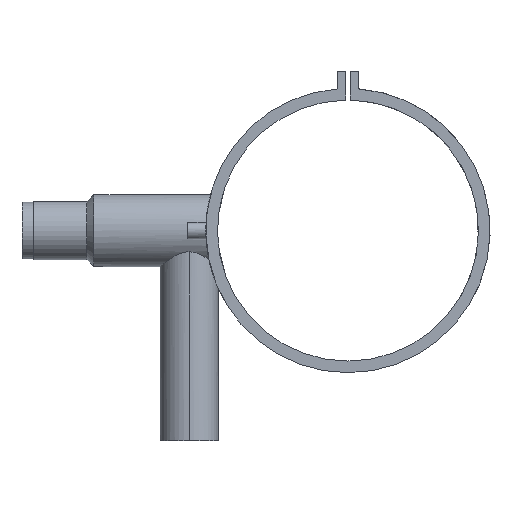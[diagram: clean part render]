
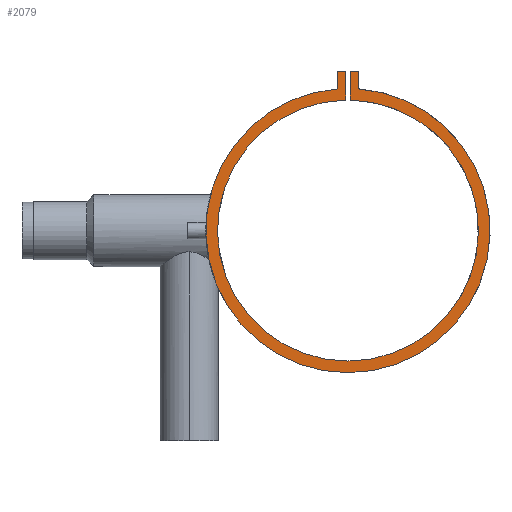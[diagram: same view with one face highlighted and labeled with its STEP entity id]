
A CAD part, left-side view. The second image highlights one B-rep face of the part: STEP entity #2079.
In plain terms, the highlighted planar face has unit normal (-1, 0, 0).
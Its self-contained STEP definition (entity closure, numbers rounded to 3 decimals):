
#59 = DIRECTION ( 'NONE',  ( 0., 0., -1. ) ) ;
#76 = DIRECTION ( 'NONE',  ( 0., 0., -1. ) ) ;
#132 = EDGE_CURVE ( 'NONE', #1049, #1434, #300, .T. ) ;
#154 = VECTOR ( 'NONE', #1654, 1000. ) ;
#167 = DIRECTION ( 'NONE',  ( 0., -1., 0. ) ) ;
#286 = CARTESIAN_POINT ( 'NONE',  ( -69., 9., 122.169 ) ) ;
#293 = EDGE_CURVE ( 'NONE', #1006, #324, #2370, .T. ) ;
#300 = LINE ( 'NONE', #1202, #2137 ) ;
#304 = PLANE ( 'NONE',  #877 ) ;
#324 = VERTEX_POINT ( 'NONE', #833 ) ;
#329 = CARTESIAN_POINT ( 'NONE',  ( -69., -2., 137.169 ) ) ;
#399 = AXIS2_PLACEMENT_3D ( 'NONE', #1194, #1949, #59 ) ;
#402 = CIRCLE ( 'NONE', #1917, 122.5 ) ;
#441 = CIRCLE ( 'NONE', #399, 112.5 ) ;
#511 = LINE ( 'NONE', #1406, #1430 ) ;
#596 = CARTESIAN_POINT ( 'NONE',  ( -69., 9., 137.169 ) ) ;
#646 = EDGE_CURVE ( 'NONE', #1279, #1591, #511, .T. ) ;
#761 = CARTESIAN_POINT ( 'NONE',  ( -69., -2., 112.482 ) ) ;
#817 = CARTESIAN_POINT ( 'NONE',  ( -69., -2., 137.169 ) ) ;
#818 = CARTESIAN_POINT ( 'NONE',  ( -69., -2., 137.169 ) ) ;
#832 = CARTESIAN_POINT ( 'NONE',  ( -69., 0., 0. ) ) ;
#833 = CARTESIAN_POINT ( 'NONE',  ( -69., 9., 137.169 ) ) ;
#877 = AXIS2_PLACEMENT_3D ( 'NONE', #1208, #1959, #76 ) ;
#899 = CARTESIAN_POINT ( 'NONE',  ( -69., 2., 112.482 ) ) ;
#917 = VECTOR ( 'NONE', #1233, 1000. ) ;
#1006 = VERTEX_POINT ( 'NONE', #286 ) ;
#1049 = VERTEX_POINT ( 'NONE', #1620 ) ;
#1054 = EDGE_CURVE ( 'NONE', #1148, #1049, #2156, .T. ) ;
#1148 = VERTEX_POINT ( 'NONE', #817 ) ;
#1194 = CARTESIAN_POINT ( 'NONE',  ( -69., 0., 0. ) ) ;
#1202 = CARTESIAN_POINT ( 'NONE',  ( -69., -9., 137.169 ) ) ;
#1208 = CARTESIAN_POINT ( 'NONE',  ( -69., 0., 0. ) ) ;
#1233 = DIRECTION ( 'NONE',  ( 0., -1., 0. ) ) ;
#1279 = VERTEX_POINT ( 'NONE', #2116 ) ;
#1290 = LINE ( 'NONE', #2030, #1954 ) ;
#1396 = EDGE_LOOP ( 'NONE', ( #1495, #1493, #1484, #1481, #1463, #1451, #1445, #1437 ) ) ;
#1406 = CARTESIAN_POINT ( 'NONE',  ( -69., 2., 137.169 ) ) ;
#1430 = VECTOR ( 'NONE', #2122, 1000. ) ;
#1434 = VERTEX_POINT ( 'NONE', #1964 ) ;
#1437 = ORIENTED_EDGE ( 'NONE', *, *, #293, .F. ) ;
#1445 = ORIENTED_EDGE ( 'NONE', *, *, #2152, .F. ) ;
#1451 = ORIENTED_EDGE ( 'NONE', *, *, #646, .F. ) ;
#1463 = ORIENTED_EDGE ( 'NONE', *, *, #1660, .F. ) ;
#1481 = ORIENTED_EDGE ( 'NONE', *, *, #1938, .F. ) ;
#1484 = ORIENTED_EDGE ( 'NONE', *, *, #1054, .F. ) ;
#1486 = DIRECTION ( 'NONE',  ( 0., 0., 1. ) ) ;
#1493 = ORIENTED_EDGE ( 'NONE', *, *, #132, .F. ) ;
#1495 = ORIENTED_EDGE ( 'NONE', *, *, #2399, .F. ) ;
#1591 = VERTEX_POINT ( 'NONE', #899 ) ;
#1620 = CARTESIAN_POINT ( 'NONE',  ( -69., -9., 137.169 ) ) ;
#1654 = DIRECTION ( 'NONE',  ( 0., 0., 1. ) ) ;
#1660 = EDGE_CURVE ( 'NONE', #1591, #1924, #441, .T. ) ;
#1664 = DIRECTION ( 'NONE',  ( 1., 0., 0. ) ) ;
#1917 = AXIS2_PLACEMENT_3D ( 'NONE', #832, #1664, #2379 ) ;
#1924 = VERTEX_POINT ( 'NONE', #761 ) ;
#1938 = EDGE_CURVE ( 'NONE', #1924, #1148, #2529, .T. ) ;
#1949 = DIRECTION ( 'NONE',  ( -1., 0., 0. ) ) ;
#1954 = VECTOR ( 'NONE', #167, 1000. ) ;
#1956 = DIRECTION ( 'NONE',  ( 0., 0., -1. ) ) ;
#1959 = DIRECTION ( 'NONE',  ( 1., 0., 0. ) ) ;
#1964 = CARTESIAN_POINT ( 'NONE',  ( -69., -9., 122.169 ) ) ;
#1985 = VECTOR ( 'NONE', #1486, 1000. ) ;
#2030 = CARTESIAN_POINT ( 'NONE',  ( -69., 9., 137.169 ) ) ;
#2079 = ADVANCED_FACE ( 'NONE', ( #2132 ), #304, .F. ) ;
#2116 = CARTESIAN_POINT ( 'NONE',  ( -69., 2., 137.169 ) ) ;
#2122 = DIRECTION ( 'NONE',  ( 0., 0., -1. ) ) ;
#2132 = FACE_OUTER_BOUND ( 'NONE', #1396, .T. ) ;
#2137 = VECTOR ( 'NONE', #1956, 1000. ) ;
#2152 = EDGE_CURVE ( 'NONE', #324, #1279, #1290, .T. ) ;
#2156 = LINE ( 'NONE', #329, #917 ) ;
#2370 = LINE ( 'NONE', #596, #1985 ) ;
#2379 = DIRECTION ( 'NONE',  ( 0., 0., -1. ) ) ;
#2399 = EDGE_CURVE ( 'NONE', #1434, #1006, #402, .T. ) ;
#2529 = LINE ( 'NONE', #818, #154 ) ;
